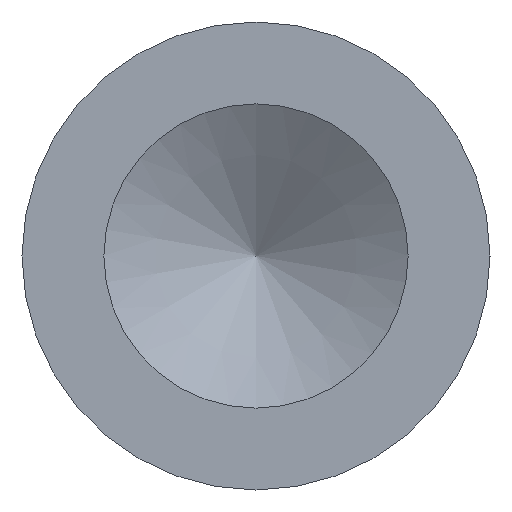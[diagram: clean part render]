
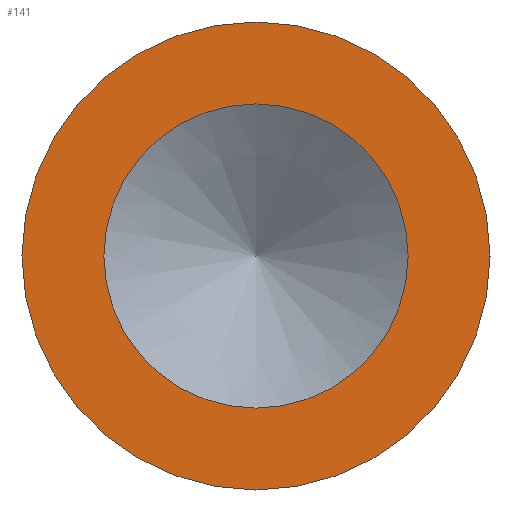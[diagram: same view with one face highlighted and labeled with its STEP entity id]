
A CAD part, left-side view. The second image highlights one B-rep face of the part: STEP entity #141.
In plain terms, the highlighted planar face has unit normal (-1, 0, 0).
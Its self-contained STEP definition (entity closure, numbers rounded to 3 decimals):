
#7 = CARTESIAN_POINT ( 'NONE',  ( -14., 0., 5. ) ) ;
#18 = DIRECTION ( 'NONE',  ( -1., 0., 0. ) ) ;
#23 = AXIS2_PLACEMENT_3D ( 'NONE', #40, #115, #181 ) ;
#40 = CARTESIAN_POINT ( 'NONE',  ( -14., 0., 0. ) ) ;
#42 = EDGE_LOOP ( 'NONE', ( #93 ) ) ;
#70 = VERTEX_POINT ( 'NONE', #198 ) ;
#88 = EDGE_LOOP ( 'NONE', ( #203 ) ) ;
#93 = ORIENTED_EDGE ( 'NONE', *, *, #183, .T. ) ;
#95 = DIRECTION ( 'NONE',  ( 0., 0., 1. ) ) ;
#109 = CIRCLE ( 'NONE', #128, 5. ) ;
#115 = DIRECTION ( 'NONE',  ( 1., 0., 0. ) ) ;
#120 = AXIS2_PLACEMENT_3D ( 'NONE', #179, #18, #95 ) ;
#128 = AXIS2_PLACEMENT_3D ( 'NONE', #197, #165, #150 ) ;
#129 = FACE_OUTER_BOUND ( 'NONE', #42, .T. ) ;
#141 = ADVANCED_FACE ( 'NONE', ( #144, #129 ), #194, .T. ) ;
#144 = FACE_BOUND ( 'NONE', #88, .T. ) ;
#150 = DIRECTION ( 'NONE',  ( 0., 0., 1. ) ) ;
#152 = VERTEX_POINT ( 'NONE', #7 ) ;
#164 = CIRCLE ( 'NONE', #23, 3.25 ) ;
#165 = DIRECTION ( 'NONE',  ( -1., 0., 0. ) ) ;
#179 = CARTESIAN_POINT ( 'NONE',  ( -14., 0., 0. ) ) ;
#181 = DIRECTION ( 'NONE',  ( 0., 0., 1. ) ) ;
#183 = EDGE_CURVE ( 'NONE', #152, #152, #109, .T. ) ;
#185 = EDGE_CURVE ( 'NONE', #70, #70, #164, .T. ) ;
#194 = PLANE ( 'NONE',  #120 ) ;
#197 = CARTESIAN_POINT ( 'NONE',  ( -14., 0., 0. ) ) ;
#198 = CARTESIAN_POINT ( 'NONE',  ( -14., 0., 3.25 ) ) ;
#203 = ORIENTED_EDGE ( 'NONE', *, *, #185, .T. ) ;
